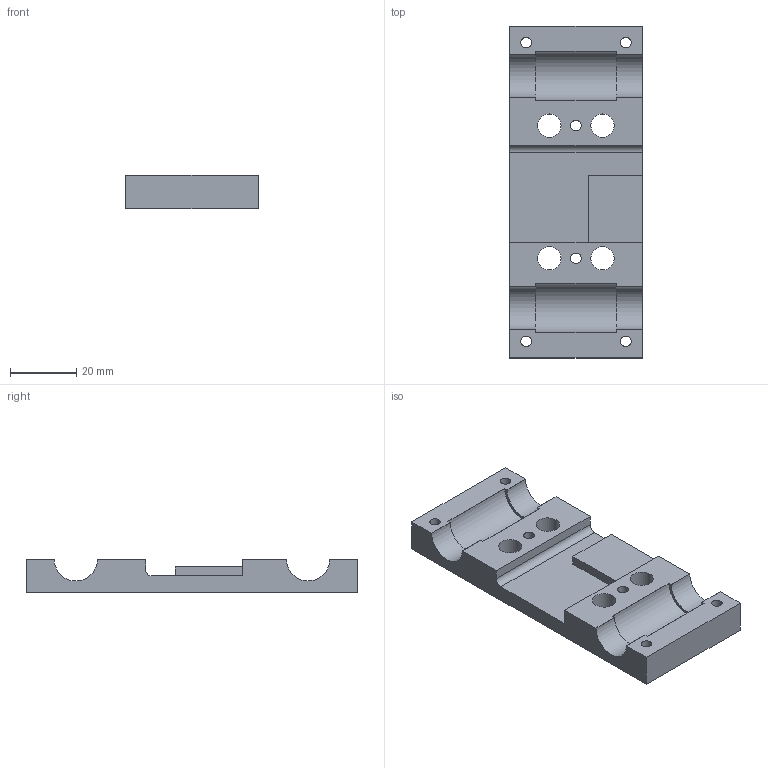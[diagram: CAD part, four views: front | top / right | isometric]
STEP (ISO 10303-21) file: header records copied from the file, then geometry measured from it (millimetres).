
FILE_DESCRIPTION(/* description */ (''),/* implementation_level */ '2;1');
FILE_NAME(/* name */ 'X_Back_Plate.step',/* time_stamp */ '2019-09-30T17:25:53-04:00',/* author */ (''),/* organization */ (''),/* preprocessor_version */ 'ST-DEVELOPER v18',/* originating_system */ 'Autodesk Translation Framework v8.6.0.1094',/* authorisation */ '');
FILE_SCHEMA (('AUTOMOTIVE_DESIGN { 1 0 10303 214 3 1 1 }'));
Length unit declared in the file: millimetre
Products named in the file (1): X_Back_Plate
Bounding box: 40 x 100 x 10 mm (x, y, z)
Volume: 26624.4 mm3; surface area: 12703.2 mm2
Topology: 1 solids, 1 shells, 71 faces, 184 edges, 120 vertices
Faces by surface type: plane 47, cylinder 24
Full cylindrical faces by diameter (mm): 1.85 x4, 3 x1, 3.2 x6, 7 x4
Entity records: 2254 total; most frequent: DIRECTION 384, CARTESIAN_POINT 376, ORIENTED_EDGE 368, EDGE_CURVE 184, LINE 128, VECTOR 128, AXIS2_PLACEMENT_3D 128, VERTEX_POINT 120
